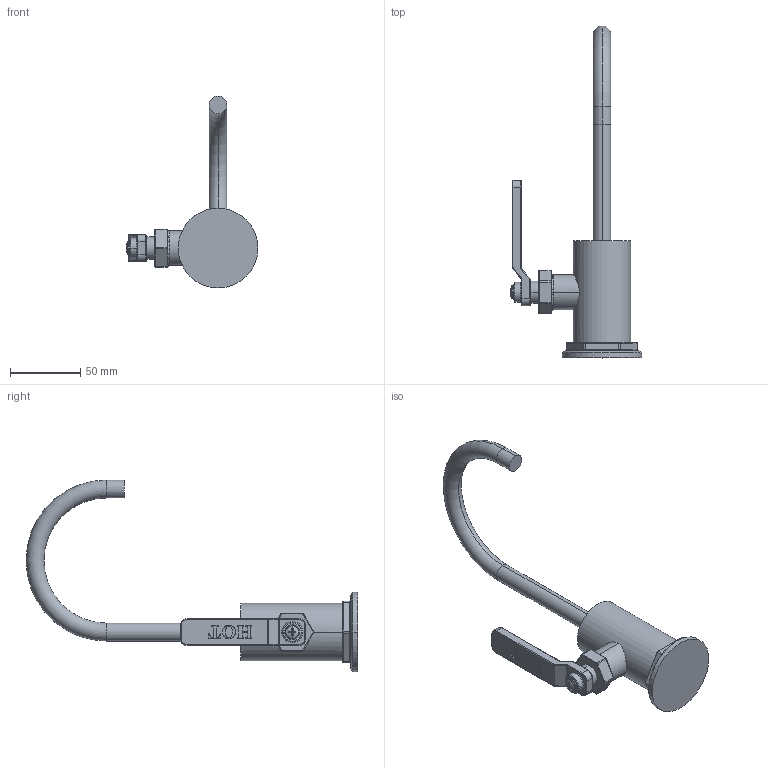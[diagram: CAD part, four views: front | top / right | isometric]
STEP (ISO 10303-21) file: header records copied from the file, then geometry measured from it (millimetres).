
FILE_DESCRIPTION((''),'2;1');
FILE_NAME('3220-5613','2021-04-22T13:35:08',('jinson.thomas'),(''),'CREO PARAMETRIC BY PTC INC, 2018400','CREO PARAMETRIC BY PTC INC, 2018400','');
FILE_SCHEMA(('CONFIG_CONTROL_DESIGN'));
Length unit declared in the file: inch
Products named in the file (1): 3220-5613
Bounding box: 93.64 x 235.59 x 136.27 mm (x, y, z)
Volume: 177279.9 mm3; surface area: 34454.7 mm2
Topology: 1 solids, 1 shells, 394 faces, 962 edges, 582 vertices
Faces by surface type: plane 113, cylinder 102, extrusion 69, torus 67, bspline 27, sphere 14, cone 2
Entity records: 12947 total; most frequent: CARTESIAN_POINT 3893, ORIENTED_EDGE 1924, DIRECTION 1785, EDGE_CURVE 962, AXIS2_PLACEMENT_3D 636, VERTEX_POINT 582, VECTOR 513, LINE 444
